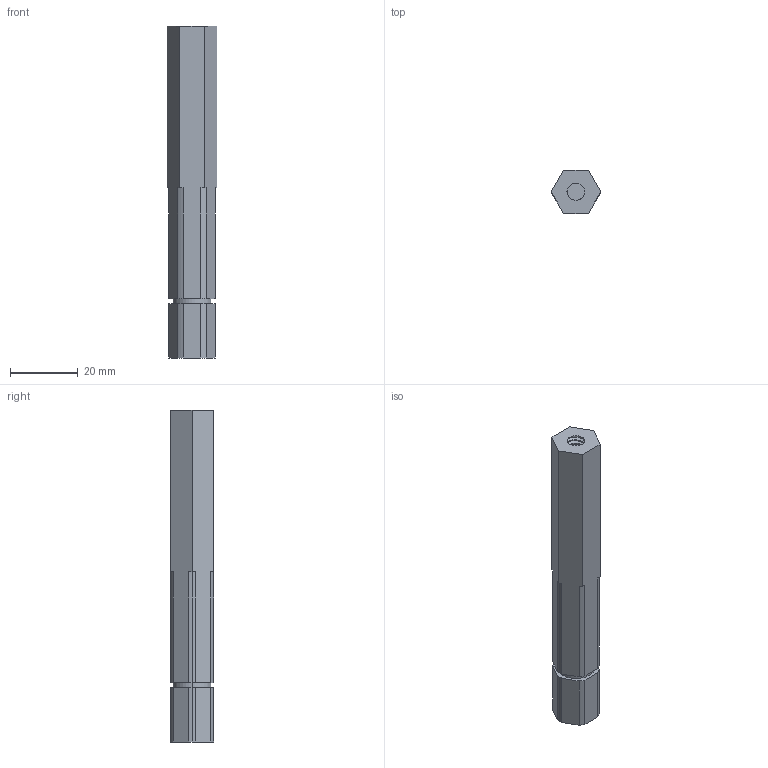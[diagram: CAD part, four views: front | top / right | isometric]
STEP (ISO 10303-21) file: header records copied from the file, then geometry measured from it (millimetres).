
FILE_DESCRIPTION (( 'STEP AP203' ), '1' );
FILE_NAME ('4400-23-P-0418 (4 Piezas - Acero Inoxidable) MSSTEP.STEP', '2023-02-25T05:00:25', ( '' ), ( '' ), 'SwSTEP 2.0', 'SolidWorks 2022', '' );
FILE_SCHEMA (( 'CONFIG_CONTROL_DESIGN' ));
Length unit declared in the file: inch
Products named in the file (1): 4400-23-P-0418 (4 Piezas - Acero Inoxidable) MSSTEP
Bounding box: 14.66 x 12.7 x 97.73 mm (x, y, z)
Volume: 12986.1 mm3; surface area: 5134 mm2
Topology: 1 solids, 1 shells, 77 faces, 209 edges, 137 vertices
Faces by surface type: cylinder 49, plane 25, bspline 3
Entity records: 4685 total; most frequent: CARTESIAN_POINT 2827, ORIENTED_EDGE 418, DIRECTION 333, EDGE_CURVE 209, VERTEX_POINT 137, AXIS2_PLACEMENT_3D 112, LINE 109, VECTOR 109
